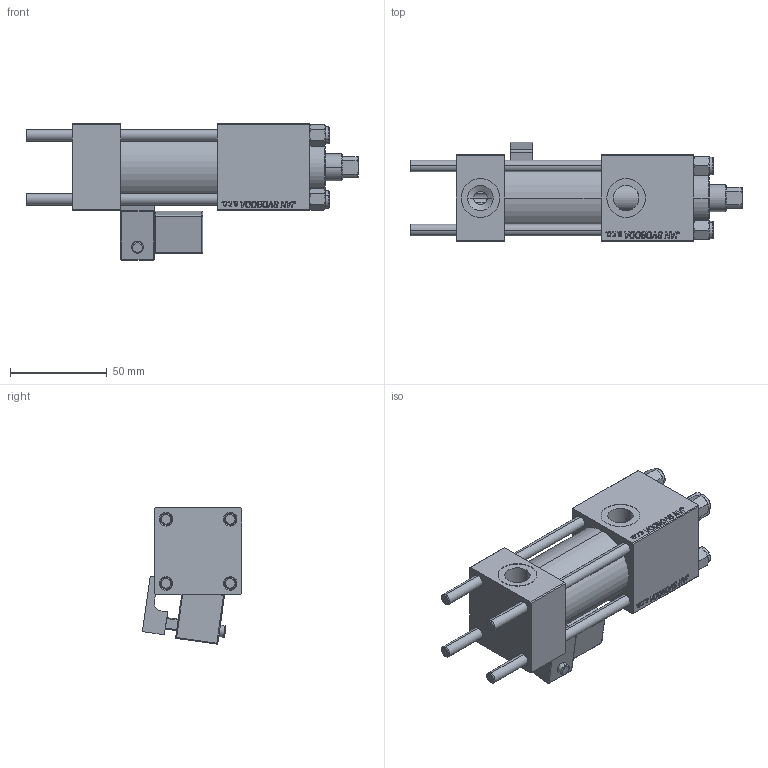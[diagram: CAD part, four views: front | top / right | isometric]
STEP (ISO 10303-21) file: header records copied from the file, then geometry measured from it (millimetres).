
FILE_DESCRIPTION (( 'STEP AP203' ), '1' );
FILE_NAME ('ef7e.STEP', '2023-08-26T16:00:42', ( '' ), ( '' ), 'SwSTEP 2.0', 'SolidWorks 2019', '' );
FILE_SCHEMA (( 'CONFIG_CONTROL_DESIGN' ));
Length unit declared in the file: millimetre
Products named in the file (7): NUT_M5 b263622da179ae202f6d1adceea7b0ba; V215CR_MSU b263622da179ae202f6d1adceea7b0ba; CR025_012_A_0_G_A_G_M_020_+#_##_TYCINKA b263622da179ae202f6d1adceea7b0ba; V215CR_BODY_A b263622da179ae202f6d1adceea7b0ba; V215CR_VCP b263622da179ae202f6d1adceea7b0ba; V215_VC_A b263622da179ae202f6d1adceea7b0ba; ef7e
Assembly tree (12 placements, depth 2):
  ef7e
    V215CR_BODY_A b263622da179ae202f6d1adceea7b0ba
    CR025_012_A_0_G_A_G_M_020_+#_##_TYCINKA b263622da179ae202f6d1adceea7b0ba  x4
    NUT_M5 b263622da179ae202f6d1adceea7b0ba  x4
    V215CR_VCP b263622da179ae202f6d1adceea7b0ba
    V215_VC_A b263622da179ae202f6d1adceea7b0ba
    V215CR_MSU b263622da179ae202f6d1adceea7b0ba
Bounding box: 172 x 51.41 x 70.58 mm (x, y, z)
Volume: 218640.3 mm3; surface area: 78823.9 mm2
Topology: 12 solids, 12 shells, 1212 faces, 3040 edges, 1951 vertices
Faces by surface type: plane 550, bspline 392, cone 136, cylinder 108, torus 14, sphere 12
Entity records: 52133 total; most frequent: CARTESIAN_POINT 27413, ORIENTED_EDGE 5548, DIRECTION 3634, EDGE_CURVE 2774, VERTEX_POINT 1807, LINE 1690, VECTOR 1690, EDGE_LOOP 1223
